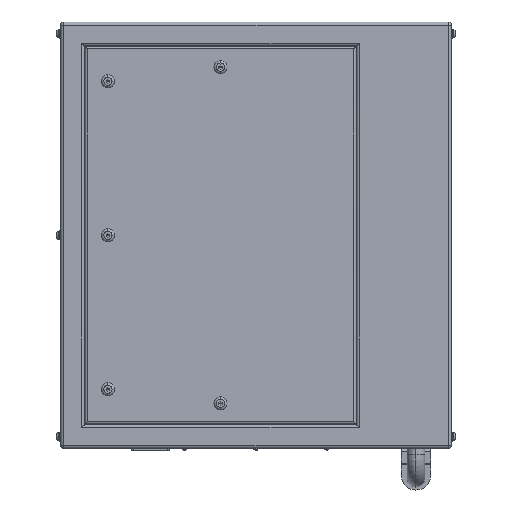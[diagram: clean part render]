
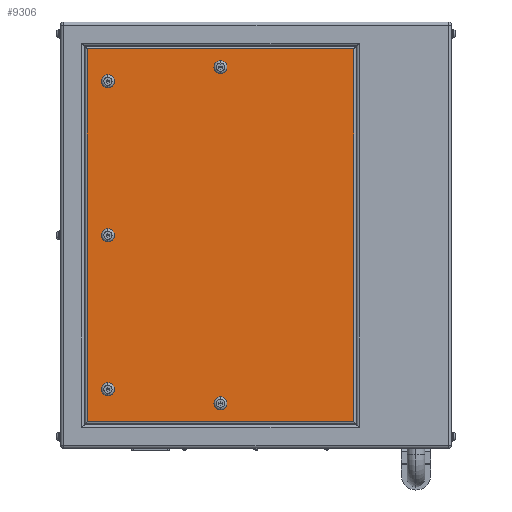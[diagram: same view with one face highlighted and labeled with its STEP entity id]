
A CAD part, left-side view. The second image highlights one B-rep face of the part: STEP entity #9306.
In plain terms, the highlighted planar face has unit normal (-1, 0, 0).
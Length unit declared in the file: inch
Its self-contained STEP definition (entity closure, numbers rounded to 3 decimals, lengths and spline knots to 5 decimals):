
#194 = CARTESIAN_POINT ( 'NONE',  ( -10., -8.24, -15.74 ) ) ;
#278 = ORIENTED_EDGE ( 'NONE', *, *, #22637, .T. ) ;
#404 = EDGE_CURVE ( 'NONE', #4059, #6161, #9775, .T. ) ;
#488 = ORIENTED_EDGE ( 'NONE', *, *, #11546, .T. ) ;
#849 = DIRECTION ( 'NONE',  ( 0., -1., 0. ) ) ;
#891 = AXIS2_PLACEMENT_3D ( 'NONE', #1570, #5250, #19263 ) ;
#1051 = CIRCLE ( 'NONE', #5970, 0.55 ) ;
#1263 = CARTESIAN_POINT ( 'NONE',  ( -10., 3., -14.19 ) ) ;
#1267 = ORIENTED_EDGE ( 'NONE', *, *, #4932, .T. ) ;
#1407 = VECTOR ( 'NONE', #3881, 39.37008 ) ;
#1570 = CARTESIAN_POINT ( 'NONE',  ( -10., 12.5, -13. ) ) ;
#1791 = VERTEX_POINT ( 'NONE', #7384 ) ;
#1797 = DIRECTION ( 'NONE',  ( 0., 0., 1. ) ) ;
#1850 = DIRECTION ( 'NONE',  ( 1., 0., 0. ) ) ;
#2039 = VECTOR ( 'NONE', #1797, 39.37008 ) ;
#2192 = DIRECTION ( 'NONE',  ( 1., 0., 0. ) ) ;
#2477 = DIRECTION ( 'NONE',  ( 1., 0., 0. ) ) ;
#2551 = LINE ( 'NONE', #9588, #1407 ) ;
#2585 = DIRECTION ( 'NONE',  ( 0., 0., -1. ) ) ;
#2619 = ORIENTED_EDGE ( 'NONE', *, *, #11494, .T. ) ;
#2714 = EDGE_LOOP ( 'NONE', ( #1267, #18090 ) ) ;
#2905 = DIRECTION ( 'NONE',  ( 0., 0., -1. ) ) ;
#3158 = PLANE ( 'NONE',  #5625 ) ;
#3399 = CARTESIAN_POINT ( 'NONE',  ( -10., 12.5, 0.55 ) ) ;
#3523 = DIRECTION ( 'NONE',  ( 0., 0., 1. ) ) ;
#3591 = CIRCLE ( 'NONE', #19612, 0.55 ) ;
#3612 = CARTESIAN_POINT ( 'NONE',  ( -10., 3., 13.64 ) ) ;
#3651 = CARTESIAN_POINT ( 'NONE',  ( -10., 12.5, -13. ) ) ;
#3713 = CARTESIAN_POINT ( 'NONE',  ( -10., -8.24, -18. ) ) ;
#3881 = DIRECTION ( 'NONE',  ( 0., 0., -1. ) ) ;
#4017 = EDGE_CURVE ( 'NONE', #6161, #13631, #8950, .T. ) ;
#4059 = VERTEX_POINT ( 'NONE', #23082 ) ;
#4113 = VERTEX_POINT ( 'NONE', #19461 ) ;
#4678 = VERTEX_POINT ( 'NONE', #19936 ) ;
#4682 = CIRCLE ( 'NONE', #17688, 0.55 ) ;
#4761 = DIRECTION ( 'NONE',  ( 0., 0., -1. ) ) ;
#4837 = AXIS2_PLACEMENT_3D ( 'NONE', #1263, #10866, #3523 ) ;
#4920 = FACE_BOUND ( 'NONE', #13634, .T. ) ;
#4932 = EDGE_CURVE ( 'NONE', #6419, #5789, #13284, .T. ) ;
#5152 = FACE_BOUND ( 'NONE', #18763, .T. ) ;
#5250 = DIRECTION ( 'NONE',  ( 1., 0., 0. ) ) ;
#5397 = ORIENTED_EDGE ( 'NONE', *, *, #8572, .T. ) ;
#5625 = AXIS2_PLACEMENT_3D ( 'NONE', #6791, #8430, #10072 ) ;
#5708 = EDGE_CURVE ( 'NONE', #4678, #16894, #10018, .T. ) ;
#5789 = VERTEX_POINT ( 'NONE', #22344 ) ;
#5970 = AXIS2_PLACEMENT_3D ( 'NONE', #9344, #2192, #16476 ) ;
#6161 = VERTEX_POINT ( 'NONE', #194 ) ;
#6416 = EDGE_CURVE ( 'NONE', #1791, #9858, #9129, .T. ) ;
#6419 = VERTEX_POINT ( 'NONE', #3612 ) ;
#6732 = CARTESIAN_POINT ( 'NONE',  ( -10., 16.5, -15.74 ) ) ;
#6791 = CARTESIAN_POINT ( 'NONE',  ( -10., 16.5, -18. ) ) ;
#6956 = EDGE_CURVE ( 'NONE', #13141, #4113, #3591, .T. ) ;
#7013 = FACE_BOUND ( 'NONE', #22228, .T. ) ;
#7384 = CARTESIAN_POINT ( 'NONE',  ( -10., 12.5, -12.45 ) ) ;
#8146 = AXIS2_PLACEMENT_3D ( 'NONE', #14865, #18396, #11486 ) ;
#8327 = CARTESIAN_POINT ( 'NONE',  ( -10., 12.5, 13. ) ) ;
#8430 = DIRECTION ( 'NONE',  ( 1., 0., 0. ) ) ;
#8500 = EDGE_LOOP ( 'NONE', ( #19091, #21299, #20779, #2619 ) ) ;
#8572 = EDGE_CURVE ( 'NONE', #9858, #1791, #17155, .T. ) ;
#8950 = LINE ( 'NONE', #3713, #2039 ) ;
#8973 = CIRCLE ( 'NONE', #12333, 0.55 ) ;
#9009 = DIRECTION ( 'NONE',  ( 0., 0., -1. ) ) ;
#9129 = CIRCLE ( 'NONE', #891, 0.55 ) ;
#9306 = ADVANCED_FACE ( 'NONE', ( #22780, #13749, #7013, #5152, #4920, #17516 ), #3158, .F. ) ;
#9309 = CARTESIAN_POINT ( 'NONE',  ( -10., 12.5, -13.55 ) ) ;
#9321 = CARTESIAN_POINT ( 'NONE',  ( -10., 12.5, 13.55 ) ) ;
#9344 = CARTESIAN_POINT ( 'NONE',  ( -10., 12.5, 13. ) ) ;
#9384 = CARTESIAN_POINT ( 'NONE',  ( -10., 12.5, 0. ) ) ;
#9588 = CARTESIAN_POINT ( 'NONE',  ( -10., 14.24, -18. ) ) ;
#9775 = LINE ( 'NONE', #6732, #16819 ) ;
#9858 = VERTEX_POINT ( 'NONE', #9309 ) ;
#10018 = CIRCLE ( 'NONE', #8146, 0.55 ) ;
#10072 = DIRECTION ( 'NONE',  ( 0., 0., -1. ) ) ;
#10102 = EDGE_CURVE ( 'NONE', #5789, #6419, #8973, .T. ) ;
#10463 = CARTESIAN_POINT ( 'NONE',  ( -10., 3., 14.19 ) ) ;
#10611 = ORIENTED_EDGE ( 'NONE', *, *, #5708, .T. ) ;
#10683 = ORIENTED_EDGE ( 'NONE', *, *, #6956, .T. ) ;
#10866 = DIRECTION ( 'NONE',  ( 1., 0., 0. ) ) ;
#10897 = DIRECTION ( 'NONE',  ( 1., 0., 0. ) ) ;
#11405 = EDGE_CURVE ( 'NONE', #16894, #4678, #13740, .T. ) ;
#11455 = VERTEX_POINT ( 'NONE', #3399 ) ;
#11486 = DIRECTION ( 'NONE',  ( 0., 0., 1. ) ) ;
#11494 = EDGE_CURVE ( 'NONE', #17804, #4059, #2551, .T. ) ;
#11539 = AXIS2_PLACEMENT_3D ( 'NONE', #3651, #1850, #9009 ) ;
#11546 = EDGE_CURVE ( 'NONE', #4113, #13141, #1051, .T. ) ;
#11765 = DIRECTION ( 'NONE',  ( 0., 1., 0. ) ) ;
#11985 = VECTOR ( 'NONE', #11765, 39.37008 ) ;
#12333 = AXIS2_PLACEMENT_3D ( 'NONE', #16415, #14755, #14985 ) ;
#12901 = EDGE_CURVE ( 'NONE', #16568, #11455, #18670, .T. ) ;
#13141 = VERTEX_POINT ( 'NONE', #9321 ) ;
#13284 = CIRCLE ( 'NONE', #22258, 0.55 ) ;
#13631 = VERTEX_POINT ( 'NONE', #18087 ) ;
#13634 = EDGE_LOOP ( 'NONE', ( #488, #10683 ) ) ;
#13740 = CIRCLE ( 'NONE', #4837, 0.55 ) ;
#13749 = FACE_BOUND ( 'NONE', #2714, .T. ) ;
#13804 = ORIENTED_EDGE ( 'NONE', *, *, #12901, .T. ) ;
#13858 = EDGE_LOOP ( 'NONE', ( #16649, #10611 ) ) ;
#14755 = DIRECTION ( 'NONE',  ( 1., 0., 0. ) ) ;
#14865 = CARTESIAN_POINT ( 'NONE',  ( -10., 3., -14.19 ) ) ;
#14985 = DIRECTION ( 'NONE',  ( 0., 0., -1. ) ) ;
#15213 = EDGE_CURVE ( 'NONE', #13631, #17804, #18800, .T. ) ;
#16287 = DIRECTION ( 'NONE',  ( 0., 0., -1. ) ) ;
#16415 = CARTESIAN_POINT ( 'NONE',  ( -10., 3., 14.19 ) ) ;
#16476 = DIRECTION ( 'NONE',  ( 0., 0., -1. ) ) ;
#16568 = VERTEX_POINT ( 'NONE', #21698 ) ;
#16649 = ORIENTED_EDGE ( 'NONE', *, *, #11405, .T. ) ;
#16819 = VECTOR ( 'NONE', #849, 39.37008 ) ;
#16894 = VERTEX_POINT ( 'NONE', #18606 ) ;
#17155 = CIRCLE ( 'NONE', #11539, 0.55 ) ;
#17516 = FACE_OUTER_BOUND ( 'NONE', #8500, .T. ) ;
#17688 = AXIS2_PLACEMENT_3D ( 'NONE', #9384, #10897, #16287 ) ;
#17804 = VERTEX_POINT ( 'NONE', #18824 ) ;
#18087 = CARTESIAN_POINT ( 'NONE',  ( -10., -8.24, 15.74 ) ) ;
#18090 = ORIENTED_EDGE ( 'NONE', *, *, #10102, .T. ) ;
#18202 = ORIENTED_EDGE ( 'NONE', *, *, #6416, .T. ) ;
#18297 = AXIS2_PLACEMENT_3D ( 'NONE', #22660, #22874, #2905 ) ;
#18396 = DIRECTION ( 'NONE',  ( 1., 0., 0. ) ) ;
#18606 = CARTESIAN_POINT ( 'NONE',  ( -10., 3., -14.74 ) ) ;
#18670 = CIRCLE ( 'NONE', #18297, 0.55 ) ;
#18763 = EDGE_LOOP ( 'NONE', ( #13804, #278 ) ) ;
#18800 = LINE ( 'NONE', #22535, #11985 ) ;
#18824 = CARTESIAN_POINT ( 'NONE',  ( -10., 14.24, 15.74 ) ) ;
#19091 = ORIENTED_EDGE ( 'NONE', *, *, #404, .T. ) ;
#19263 = DIRECTION ( 'NONE',  ( 0., 0., -1. ) ) ;
#19461 = CARTESIAN_POINT ( 'NONE',  ( -10., 12.5, 12.45 ) ) ;
#19612 = AXIS2_PLACEMENT_3D ( 'NONE', #8327, #2477, #2585 ) ;
#19936 = CARTESIAN_POINT ( 'NONE',  ( -10., 3., -13.64 ) ) ;
#20779 = ORIENTED_EDGE ( 'NONE', *, *, #15213, .T. ) ;
#21072 = DIRECTION ( 'NONE',  ( 1., 0., 0. ) ) ;
#21299 = ORIENTED_EDGE ( 'NONE', *, *, #4017, .T. ) ;
#21698 = CARTESIAN_POINT ( 'NONE',  ( -10., 12.5, -0.55 ) ) ;
#22228 = EDGE_LOOP ( 'NONE', ( #5397, #18202 ) ) ;
#22258 = AXIS2_PLACEMENT_3D ( 'NONE', #10463, #21072, #4761 ) ;
#22344 = CARTESIAN_POINT ( 'NONE',  ( -10., 3., 14.74 ) ) ;
#22535 = CARTESIAN_POINT ( 'NONE',  ( -10., 16.5, 15.74 ) ) ;
#22637 = EDGE_CURVE ( 'NONE', #11455, #16568, #4682, .T. ) ;
#22660 = CARTESIAN_POINT ( 'NONE',  ( -10., 12.5, 0. ) ) ;
#22780 = FACE_BOUND ( 'NONE', #13858, .T. ) ;
#22874 = DIRECTION ( 'NONE',  ( 1., 0., 0. ) ) ;
#23082 = CARTESIAN_POINT ( 'NONE',  ( -10., 14.24, -15.74 ) ) ;
